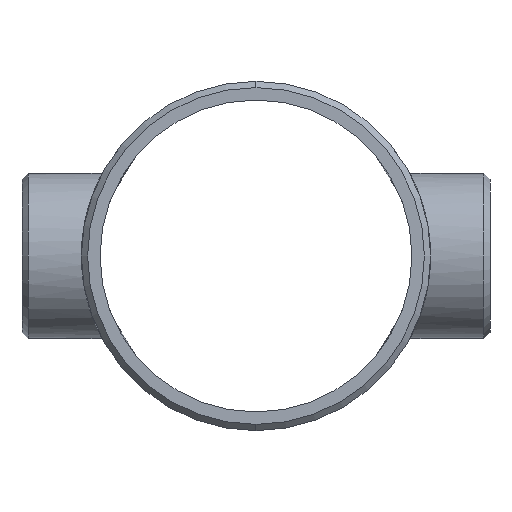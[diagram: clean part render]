
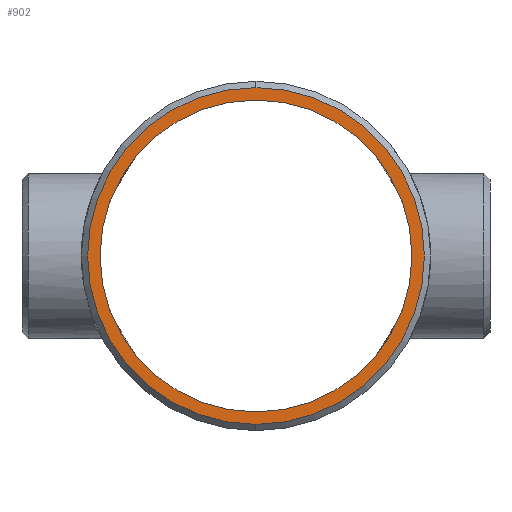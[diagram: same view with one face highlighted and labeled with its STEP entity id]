
A CAD part, left-side view. The second image highlights one B-rep face of the part: STEP entity #902.
In plain terms, the highlighted planar face has unit normal (-1, 0, 0).
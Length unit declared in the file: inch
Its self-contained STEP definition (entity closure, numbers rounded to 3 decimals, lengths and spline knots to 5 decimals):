
#30 = VERTEX_POINT ( 'NONE', #209 ) ;
#62 = ORIENTED_EDGE ( 'NONE', *, *, #146, .T. ) ;
#82 = CIRCLE ( 'NONE', #872, 6.25 ) ;
#111 = CIRCLE ( 'NONE', #1185, 6.75 ) ;
#119 = CARTESIAN_POINT ( 'NONE',  ( -11., 0., 6.75 ) ) ;
#146 = EDGE_CURVE ( 'NONE', #983, #771, #82, .T. ) ;
#161 = AXIS2_PLACEMENT_3D ( 'NONE', #573, #1001, #1315 ) ;
#201 = EDGE_CURVE ( 'NONE', #771, #983, #1299, .T. ) ;
#209 = CARTESIAN_POINT ( 'NONE',  ( -11., 0., -6.75 ) ) ;
#227 = CARTESIAN_POINT ( 'NONE',  ( -11., 0., 0. ) ) ;
#251 = ORIENTED_EDGE ( 'NONE', *, *, #1115, .T. ) ;
#284 = VERTEX_POINT ( 'NONE', #119 ) ;
#316 = DIRECTION ( 'NONE',  ( 0., 0., 1. ) ) ;
#343 = DIRECTION ( 'NONE',  ( 0., 0., -1. ) ) ;
#355 = FACE_OUTER_BOUND ( 'NONE', #372, .T. ) ;
#370 = EDGE_LOOP ( 'NONE', ( #974, #62 ) ) ;
#372 = EDGE_LOOP ( 'NONE', ( #782, #251 ) ) ;
#423 = AXIS2_PLACEMENT_3D ( 'NONE', #753, #867, #343 ) ;
#424 = DIRECTION ( 'NONE',  ( 0., 0., 1. ) ) ;
#445 = CARTESIAN_POINT ( 'NONE',  ( -11., 0., 6.25 ) ) ;
#505 = CARTESIAN_POINT ( 'NONE',  ( -11., 0., 0. ) ) ;
#528 = DIRECTION ( 'NONE',  ( 1., 0., 0. ) ) ;
#573 = CARTESIAN_POINT ( 'NONE',  ( -11., 0., 0. ) ) ;
#640 = DIRECTION ( 'NONE',  ( 0., 0., 1. ) ) ;
#664 = CIRCLE ( 'NONE', #161, 6.75 ) ;
#702 = CARTESIAN_POINT ( 'NONE',  ( -11., 0., -6.25 ) ) ;
#726 = AXIS2_PLACEMENT_3D ( 'NONE', #227, #528, #424 ) ;
#753 = CARTESIAN_POINT ( 'NONE',  ( -11., 0., 0. ) ) ;
#771 = VERTEX_POINT ( 'NONE', #445 ) ;
#782 = ORIENTED_EDGE ( 'NONE', *, *, #1049, .T. ) ;
#858 = PLANE ( 'NONE',  #423 ) ;
#867 = DIRECTION ( 'NONE',  ( -1., 0., 0. ) ) ;
#872 = AXIS2_PLACEMENT_3D ( 'NONE', #1078, #1173, #640 ) ;
#902 = ADVANCED_FACE ( 'NONE', ( #355, #1290 ), #858, .T. ) ;
#974 = ORIENTED_EDGE ( 'NONE', *, *, #201, .T. ) ;
#983 = VERTEX_POINT ( 'NONE', #702 ) ;
#1001 = DIRECTION ( 'NONE',  ( -1., 0., 0. ) ) ;
#1048 = DIRECTION ( 'NONE',  ( -1., 0., 0. ) ) ;
#1049 = EDGE_CURVE ( 'NONE', #30, #284, #664, .T. ) ;
#1078 = CARTESIAN_POINT ( 'NONE',  ( -11., 0., 0. ) ) ;
#1115 = EDGE_CURVE ( 'NONE', #284, #30, #111, .T. ) ;
#1173 = DIRECTION ( 'NONE',  ( 1., 0., 0. ) ) ;
#1185 = AXIS2_PLACEMENT_3D ( 'NONE', #505, #1048, #316 ) ;
#1290 = FACE_BOUND ( 'NONE', #370, .T. ) ;
#1299 = CIRCLE ( 'NONE', #726, 6.25 ) ;
#1315 = DIRECTION ( 'NONE',  ( 0., 0., 1. ) ) ;
